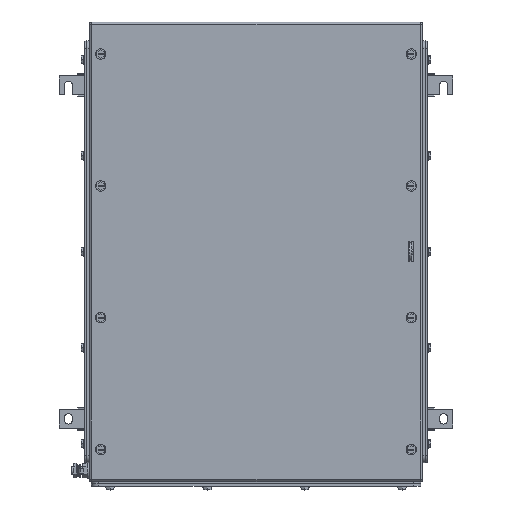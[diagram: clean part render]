
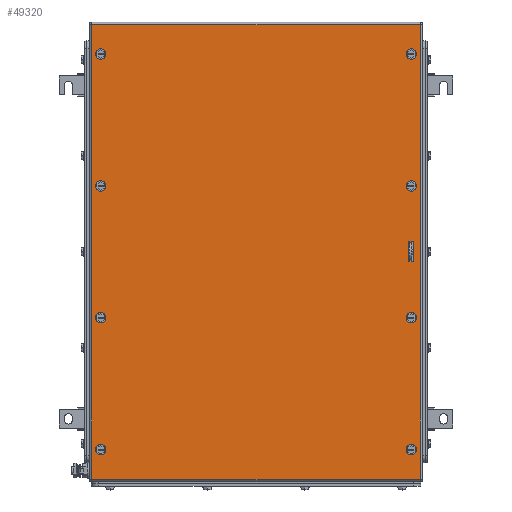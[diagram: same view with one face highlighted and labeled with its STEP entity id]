
A CAD part, top view. The second image highlights one B-rep face of the part: STEP entity #49320.
In plain terms, the highlighted planar face has unit normal (0, 0, 1).
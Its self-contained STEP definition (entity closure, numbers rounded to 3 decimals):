
#49088=AXIS2_PLACEMENT_3D('Circle Axis2P3D',#49086,#49087,$) ;
#49115=AXIS2_PLACEMENT_3D('Plane Axis2P3D',#49112,#49113,#49114) ;
#49153=AXIS2_PLACEMENT_3D('Circle Axis2P3D',#49151,#49152,$) ;
#49162=AXIS2_PLACEMENT_3D('Circle Axis2P3D',#49160,#49161,$) ;
#49171=AXIS2_PLACEMENT_3D('Circle Axis2P3D',#49169,#49170,$) ;
#49180=AXIS2_PLACEMENT_3D('Circle Axis2P3D',#49178,#49179,$) ;
#49189=AXIS2_PLACEMENT_3D('Circle Axis2P3D',#49187,#49188,$) ;
#49198=AXIS2_PLACEMENT_3D('Circle Axis2P3D',#49196,#49197,$) ;
#49207=AXIS2_PLACEMENT_3D('Circle Axis2P3D',#49205,#49206,$) ;
#49216=AXIS2_PLACEMENT_3D('Circle Axis2P3D',#49214,#49215,$) ;
#49225=AXIS2_PLACEMENT_3D('Circle Axis2P3D',#49223,#49224,$) ;
#49234=AXIS2_PLACEMENT_3D('Circle Axis2P3D',#49232,#49233,$) ;
#49243=AXIS2_PLACEMENT_3D('Circle Axis2P3D',#49241,#49242,$) ;
#49252=AXIS2_PLACEMENT_3D('Circle Axis2P3D',#49250,#49251,$) ;
#49261=AXIS2_PLACEMENT_3D('Circle Axis2P3D',#49259,#49260,$) ;
#49270=AXIS2_PLACEMENT_3D('Circle Axis2P3D',#49268,#49269,$) ;
#49279=AXIS2_PLACEMENT_3D('Circle Axis2P3D',#49277,#49278,$) ;
#49083=CARTESIAN_POINT('Vertex',(59.5,232.1,153.5)) ;
#49086=CARTESIAN_POINT('Axis2P3D Location',(56.,232.1,153.5)) ;
#49090=CARTESIAN_POINT('Vertex',(52.5,232.1,153.5)) ;
#49112=CARTESIAN_POINT('Axis2P3D Location',(265.5,321.,153.5)) ;
#49117=CARTESIAN_POINT('Line Origine',(265.5,627.5,153.5)) ;
#49121=CARTESIAN_POINT('Vertex',(487.,627.5,153.5)) ;
#49123=CARTESIAN_POINT('Vertex',(44.,627.5,153.5)) ;
#49126=CARTESIAN_POINT('Line Origine',(44.,321.,153.5)) ;
#49130=CARTESIAN_POINT('Vertex',(44.,14.5,153.5)) ;
#49133=CARTESIAN_POINT('Line Origine',(265.5,14.5,153.5)) ;
#49137=CARTESIAN_POINT('Vertex',(487.,14.5,153.5)) ;
#49140=CARTESIAN_POINT('Line Origine',(487.,321.,153.5)) ;
#49151=CARTESIAN_POINT('Axis2P3D Location',(56.,232.1,153.5)) ;
#49160=CARTESIAN_POINT('Axis2P3D Location',(56.,409.9,153.5)) ;
#49164=CARTESIAN_POINT('Vertex',(52.5,409.9,153.5)) ;
#49166=CARTESIAN_POINT('Vertex',(59.5,409.9,153.5)) ;
#49169=CARTESIAN_POINT('Axis2P3D Location',(56.,409.9,153.5)) ;
#49178=CARTESIAN_POINT('Axis2P3D Location',(475.,232.1,153.5)) ;
#49182=CARTESIAN_POINT('Vertex',(478.5,232.1,153.5)) ;
#49184=CARTESIAN_POINT('Vertex',(471.5,232.1,153.5)) ;
#49187=CARTESIAN_POINT('Axis2P3D Location',(475.,232.1,153.5)) ;
#49196=CARTESIAN_POINT('Axis2P3D Location',(475.,409.9,153.5)) ;
#49200=CARTESIAN_POINT('Vertex',(478.5,409.9,153.5)) ;
#49202=CARTESIAN_POINT('Vertex',(471.5,409.9,153.5)) ;
#49205=CARTESIAN_POINT('Axis2P3D Location',(475.,409.9,153.5)) ;
#49214=CARTESIAN_POINT('Axis2P3D Location',(56.,587.75,153.5)) ;
#49218=CARTESIAN_POINT('Vertex',(52.5,587.75,153.5)) ;
#49220=CARTESIAN_POINT('Vertex',(59.5,587.75,153.5)) ;
#49223=CARTESIAN_POINT('Axis2P3D Location',(56.,587.75,153.5)) ;
#49232=CARTESIAN_POINT('Axis2P3D Location',(56.,54.25,153.5)) ;
#49236=CARTESIAN_POINT('Vertex',(52.5,54.25,153.5)) ;
#49238=CARTESIAN_POINT('Vertex',(59.5,54.25,153.5)) ;
#49241=CARTESIAN_POINT('Axis2P3D Location',(56.,54.25,153.5)) ;
#49250=CARTESIAN_POINT('Axis2P3D Location',(475.,54.25,153.5)) ;
#49254=CARTESIAN_POINT('Vertex',(478.5,54.25,153.5)) ;
#49256=CARTESIAN_POINT('Vertex',(471.5,54.25,153.5)) ;
#49259=CARTESIAN_POINT('Axis2P3D Location',(475.,54.25,153.5)) ;
#49268=CARTESIAN_POINT('Axis2P3D Location',(475.,587.75,153.5)) ;
#49272=CARTESIAN_POINT('Vertex',(478.5,587.75,153.5)) ;
#49274=CARTESIAN_POINT('Vertex',(471.5,587.75,153.5)) ;
#49277=CARTESIAN_POINT('Axis2P3D Location',(475.,587.75,153.5)) ;
#49286=CARTESIAN_POINT('Line Origine',(474.75,307.5,153.5)) ;
#49290=CARTESIAN_POINT('Vertex',(478.,307.5,153.5)) ;
#49292=CARTESIAN_POINT('Vertex',(471.5,307.5,153.5)) ;
#49295=CARTESIAN_POINT('Line Origine',(471.5,321.,153.5)) ;
#49299=CARTESIAN_POINT('Vertex',(471.5,334.5,153.5)) ;
#49302=CARTESIAN_POINT('Line Origine',(474.75,334.5,153.5)) ;
#49306=CARTESIAN_POINT('Vertex',(478.,334.5,153.5)) ;
#49309=CARTESIAN_POINT('Line Origine',(478.,321.,153.5)) ;
#49087=DIRECTION('Axis2P3D Direction',(0.,0.,1.)) ;
#49113=DIRECTION('Axis2P3D Direction',(0.,0.,1.)) ;
#49114=DIRECTION('Axis2P3D XDirection',(1.,0.,0.)) ;
#49118=DIRECTION('Vector Direction',(1.,0.,0.)) ;
#49127=DIRECTION('Vector Direction',(0.,-1.,0.)) ;
#49134=DIRECTION('Vector Direction',(1.,0.,0.)) ;
#49141=DIRECTION('Vector Direction',(0.,1.,0.)) ;
#49152=DIRECTION('Axis2P3D Direction',(0.,0.,1.)) ;
#49161=DIRECTION('Axis2P3D Direction',(0.,0.,1.)) ;
#49170=DIRECTION('Axis2P3D Direction',(0.,0.,1.)) ;
#49179=DIRECTION('Axis2P3D Direction',(0.,0.,1.)) ;
#49188=DIRECTION('Axis2P3D Direction',(0.,0.,1.)) ;
#49197=DIRECTION('Axis2P3D Direction',(0.,0.,1.)) ;
#49206=DIRECTION('Axis2P3D Direction',(0.,0.,1.)) ;
#49215=DIRECTION('Axis2P3D Direction',(0.,0.,1.)) ;
#49224=DIRECTION('Axis2P3D Direction',(0.,0.,1.)) ;
#49233=DIRECTION('Axis2P3D Direction',(0.,0.,1.)) ;
#49242=DIRECTION('Axis2P3D Direction',(0.,0.,1.)) ;
#49251=DIRECTION('Axis2P3D Direction',(0.,0.,1.)) ;
#49260=DIRECTION('Axis2P3D Direction',(0.,0.,1.)) ;
#49269=DIRECTION('Axis2P3D Direction',(0.,0.,1.)) ;
#49278=DIRECTION('Axis2P3D Direction',(0.,0.,1.)) ;
#49287=DIRECTION('Vector Direction',(-1.,0.,0.)) ;
#49296=DIRECTION('Vector Direction',(0.,1.,0.)) ;
#49303=DIRECTION('Vector Direction',(1.,0.,0.)) ;
#49310=DIRECTION('Vector Direction',(0.,-1.,0.)) ;
#49119=VECTOR('Line Direction',#49118,1.) ;
#49128=VECTOR('Line Direction',#49127,1.) ;
#49135=VECTOR('Line Direction',#49134,1.) ;
#49142=VECTOR('Line Direction',#49141,1.) ;
#49288=VECTOR('Line Direction',#49287,1.) ;
#49297=VECTOR('Line Direction',#49296,1.) ;
#49304=VECTOR('Line Direction',#49303,1.) ;
#49311=VECTOR('Line Direction',#49310,1.) ;
#49146=ORIENTED_EDGE('',*,*,#49125,.T.) ;
#49147=ORIENTED_EDGE('',*,*,#49132,.T.) ;
#49148=ORIENTED_EDGE('',*,*,#49139,.T.) ;
#49149=ORIENTED_EDGE('',*,*,#49144,.T.) ;
#49157=ORIENTED_EDGE('',*,*,#49155,.F.) ;
#49158=ORIENTED_EDGE('',*,*,#49092,.F.) ;
#49175=ORIENTED_EDGE('',*,*,#49168,.F.) ;
#49176=ORIENTED_EDGE('',*,*,#49173,.F.) ;
#49193=ORIENTED_EDGE('',*,*,#49186,.F.) ;
#49194=ORIENTED_EDGE('',*,*,#49191,.F.) ;
#49211=ORIENTED_EDGE('',*,*,#49204,.F.) ;
#49212=ORIENTED_EDGE('',*,*,#49209,.F.) ;
#49229=ORIENTED_EDGE('',*,*,#49222,.F.) ;
#49230=ORIENTED_EDGE('',*,*,#49227,.F.) ;
#49247=ORIENTED_EDGE('',*,*,#49240,.F.) ;
#49248=ORIENTED_EDGE('',*,*,#49245,.F.) ;
#49265=ORIENTED_EDGE('',*,*,#49258,.F.) ;
#49266=ORIENTED_EDGE('',*,*,#49263,.F.) ;
#49283=ORIENTED_EDGE('',*,*,#49276,.F.) ;
#49284=ORIENTED_EDGE('',*,*,#49281,.F.) ;
#49315=ORIENTED_EDGE('',*,*,#49294,.T.) ;
#49316=ORIENTED_EDGE('',*,*,#49301,.T.) ;
#49317=ORIENTED_EDGE('',*,*,#49308,.T.) ;
#49318=ORIENTED_EDGE('',*,*,#49313,.T.) ;
#49159=FACE_BOUND('',#49156,.T.) ;
#49177=FACE_BOUND('',#49174,.T.) ;
#49195=FACE_BOUND('',#49192,.T.) ;
#49213=FACE_BOUND('',#49210,.T.) ;
#49231=FACE_BOUND('',#49228,.T.) ;
#49249=FACE_BOUND('',#49246,.T.) ;
#49267=FACE_BOUND('',#49264,.T.) ;
#49285=FACE_BOUND('',#49282,.T.) ;
#49319=FACE_BOUND('',#49314,.T.) ;
#49320=ADVANCED_FACE('ZUB_KTB_MH_624515_3GP_AllCATPart.2\\ZUB_DE_KTB_MH_620x450.1\\DE_KTB_MH_PART_MASTER.1\\Koerper.2',(#49150,#49159,#49177,#49195,#49213,#49231,#49249,#49267,#49285,#49319),#49116,.T.) ;
#49089=CIRCLE('generated circle',#49088,3.5) ;
#49154=CIRCLE('generated circle',#49153,3.5) ;
#49163=CIRCLE('generated circle',#49162,3.5) ;
#49172=CIRCLE('generated circle',#49171,3.5) ;
#49181=CIRCLE('generated circle',#49180,3.5) ;
#49190=CIRCLE('generated circle',#49189,3.5) ;
#49199=CIRCLE('generated circle',#49198,3.5) ;
#49208=CIRCLE('generated circle',#49207,3.5) ;
#49217=CIRCLE('generated circle',#49216,3.5) ;
#49226=CIRCLE('generated circle',#49225,3.5) ;
#49235=CIRCLE('generated circle',#49234,3.5) ;
#49244=CIRCLE('generated circle',#49243,3.5) ;
#49253=CIRCLE('generated circle',#49252,3.5) ;
#49262=CIRCLE('generated circle',#49261,3.5) ;
#49271=CIRCLE('generated circle',#49270,3.5) ;
#49280=CIRCLE('generated circle',#49279,3.5) ;
#49092=EDGE_CURVE('',#49084,#49091,#49089,.T.) ;
#49125=EDGE_CURVE('',#49122,#49124,#49120,.F.) ;
#49132=EDGE_CURVE('',#49124,#49131,#49129,.T.) ;
#49139=EDGE_CURVE('',#49131,#49138,#49136,.T.) ;
#49144=EDGE_CURVE('',#49138,#49122,#49143,.T.) ;
#49155=EDGE_CURVE('',#49091,#49084,#49154,.T.) ;
#49168=EDGE_CURVE('',#49165,#49167,#49163,.T.) ;
#49173=EDGE_CURVE('',#49167,#49165,#49172,.T.) ;
#49186=EDGE_CURVE('',#49183,#49185,#49181,.T.) ;
#49191=EDGE_CURVE('',#49185,#49183,#49190,.T.) ;
#49204=EDGE_CURVE('',#49201,#49203,#49199,.T.) ;
#49209=EDGE_CURVE('',#49203,#49201,#49208,.T.) ;
#49222=EDGE_CURVE('',#49219,#49221,#49217,.T.) ;
#49227=EDGE_CURVE('',#49221,#49219,#49226,.T.) ;
#49240=EDGE_CURVE('',#49237,#49239,#49235,.T.) ;
#49245=EDGE_CURVE('',#49239,#49237,#49244,.T.) ;
#49258=EDGE_CURVE('',#49255,#49257,#49253,.T.) ;
#49263=EDGE_CURVE('',#49257,#49255,#49262,.T.) ;
#49276=EDGE_CURVE('',#49273,#49275,#49271,.T.) ;
#49281=EDGE_CURVE('',#49275,#49273,#49280,.T.) ;
#49294=EDGE_CURVE('',#49291,#49293,#49289,.T.) ;
#49301=EDGE_CURVE('',#49293,#49300,#49298,.T.) ;
#49308=EDGE_CURVE('',#49300,#49307,#49305,.T.) ;
#49313=EDGE_CURVE('',#49307,#49291,#49312,.T.) ;
#49145=EDGE_LOOP('',(#49146,#49147,#49148,#49149)) ;
#49156=EDGE_LOOP('',(#49157,#49158)) ;
#49174=EDGE_LOOP('',(#49175,#49176)) ;
#49192=EDGE_LOOP('',(#49193,#49194)) ;
#49210=EDGE_LOOP('',(#49211,#49212)) ;
#49228=EDGE_LOOP('',(#49229,#49230)) ;
#49246=EDGE_LOOP('',(#49247,#49248)) ;
#49264=EDGE_LOOP('',(#49265,#49266)) ;
#49282=EDGE_LOOP('',(#49283,#49284)) ;
#49314=EDGE_LOOP('',(#49315,#49316,#49317,#49318)) ;
#49150=FACE_OUTER_BOUND('',#49145,.T.) ;
#49120=LINE('Line',#49117,#49119) ;
#49129=LINE('Line',#49126,#49128) ;
#49136=LINE('Line',#49133,#49135) ;
#49143=LINE('Line',#49140,#49142) ;
#49289=LINE('Line',#49286,#49288) ;
#49298=LINE('Line',#49295,#49297) ;
#49305=LINE('Line',#49302,#49304) ;
#49312=LINE('Line',#49309,#49311) ;
#49116=PLANE('',#49115) ;
#49084=VERTEX_POINT('',#49083) ;
#49091=VERTEX_POINT('',#49090) ;
#49122=VERTEX_POINT('',#49121) ;
#49124=VERTEX_POINT('',#49123) ;
#49131=VERTEX_POINT('',#49130) ;
#49138=VERTEX_POINT('',#49137) ;
#49165=VERTEX_POINT('',#49164) ;
#49167=VERTEX_POINT('',#49166) ;
#49183=VERTEX_POINT('',#49182) ;
#49185=VERTEX_POINT('',#49184) ;
#49201=VERTEX_POINT('',#49200) ;
#49203=VERTEX_POINT('',#49202) ;
#49219=VERTEX_POINT('',#49218) ;
#49221=VERTEX_POINT('',#49220) ;
#49237=VERTEX_POINT('',#49236) ;
#49239=VERTEX_POINT('',#49238) ;
#49255=VERTEX_POINT('',#49254) ;
#49257=VERTEX_POINT('',#49256) ;
#49273=VERTEX_POINT('',#49272) ;
#49275=VERTEX_POINT('',#49274) ;
#49291=VERTEX_POINT('',#49290) ;
#49293=VERTEX_POINT('',#49292) ;
#49300=VERTEX_POINT('',#49299) ;
#49307=VERTEX_POINT('',#49306) ;
